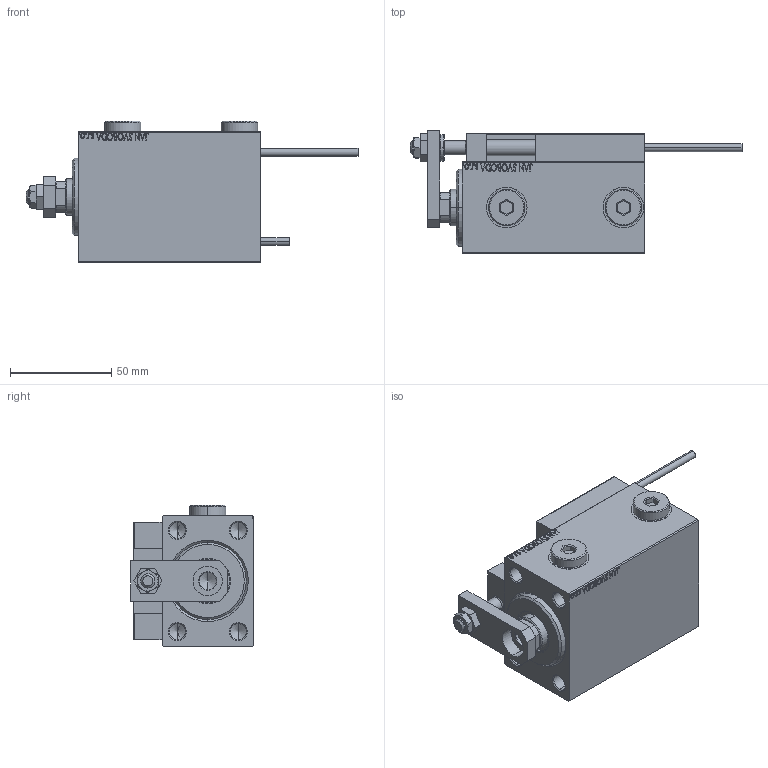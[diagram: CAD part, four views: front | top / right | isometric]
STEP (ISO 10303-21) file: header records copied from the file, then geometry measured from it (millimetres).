
FILE_DESCRIPTION (( 'STEP AP203' ), '1' );
FILE_NAME ('7ed1.STEP', '2024-02-13T06:53:34', ( '' ), ( '' ), 'SwSTEP 2.0', 'SolidWorks 2019', '' );
FILE_SCHEMA (( 'CONFIG_CONTROL_DESIGN' ));
Length unit declared in the file: millimetre
Products named in the file (17): KONCOVKA a6ebb16af41e2cbe5a8383746e407d8b; 7ed1; NUT_D10 a6ebb16af41e2cbe5a8383746e407d8b; SWITCH DIM B,W a6ebb16af41e2cbe5a8383746e407d8b; V450CM_B_Body a6ebb16af41e2cbe5a8383746e407d8b; NUT_D12 a6ebb16af41e2cbe5a8383746e407d8b; SWITCH_X_FRONT_BACK a6ebb16af41e2cbe5a8383746e407d8b; Block a6ebb16af41e2cbe5a8383746e407d8b; ALLEN BOLT D5 a6ebb16af41e2cbe5a8383746e407d8b; ZARAZKA a6ebb16af41e2cbe5a8383746e407d8b; ALLEN BOLT D8 a6ebb16af41e2cbe5a8383746e407d8b; Zatka_OIL_PORT a6ebb16af41e2cbe5a8383746e407d8b; SWITCH X a6ebb16af41e2cbe5a8383746e407d8b; V450CM_VC_B a6ebb16af41e2cbe5a8383746e407d8b; V450CM_B_VCP a6ebb16af41e2cbe5a8383746e407d8b; TYC_L79 a6ebb16af41e2cbe5a8383746e407d8b; MAGNET a6ebb16af41e2cbe5a8383746e407d8b
Assembly tree (27 placements, depth 3):
  7ed1
    V450CM_B_Body a6ebb16af41e2cbe5a8383746e407d8b
    V450CM_B_VCP a6ebb16af41e2cbe5a8383746e407d8b
    SWITCH X a6ebb16af41e2cbe5a8383746e407d8b
      SWITCH_X_FRONT_BACK a6ebb16af41e2cbe5a8383746e407d8b  x2
      TYC_L79 a6ebb16af41e2cbe5a8383746e407d8b
      Block a6ebb16af41e2cbe5a8383746e407d8b  x2
      ALLEN BOLT D5 a6ebb16af41e2cbe5a8383746e407d8b  x4
      ALLEN BOLT D8 a6ebb16af41e2cbe5a8383746e407d8b  x4
      MAGNET a6ebb16af41e2cbe5a8383746e407d8b  x2
      KONCOVKA a6ebb16af41e2cbe5a8383746e407d8b  x2
    NUT_D10 a6ebb16af41e2cbe5a8383746e407d8b
    NUT_D12 a6ebb16af41e2cbe5a8383746e407d8b
    SWITCH DIM B,W a6ebb16af41e2cbe5a8383746e407d8b
    ZARAZKA a6ebb16af41e2cbe5a8383746e407d8b
    V450CM_VC_B a6ebb16af41e2cbe5a8383746e407d8b
    Zatka_OIL_PORT a6ebb16af41e2cbe5a8383746e407d8b  x2
Bounding box: 163.7 x 60.5 x 69.9 mm (x, y, z)
Volume: 292265.9 mm3; surface area: 74801.1 mm2
Topology: 26 solids, 26 shells, 1372 faces, 3272 edges, 2070 vertices
Faces by surface type: plane 595, bspline 380, cylinder 200, cone 149, torus 44, sphere 4
Entity records: 52528 total; most frequent: CARTESIAN_POINT 26527, ORIENTED_EDGE 5452, DIRECTION 3779, EDGE_CURVE 2726, VERTEX_POINT 1770, LINE 1575, VECTOR 1575, EDGE_LOOP 1266
